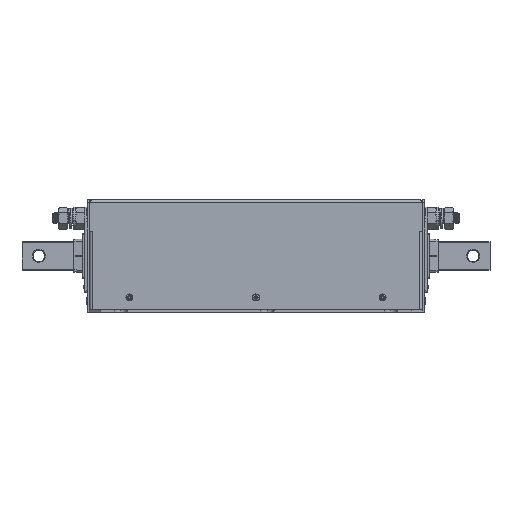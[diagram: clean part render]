
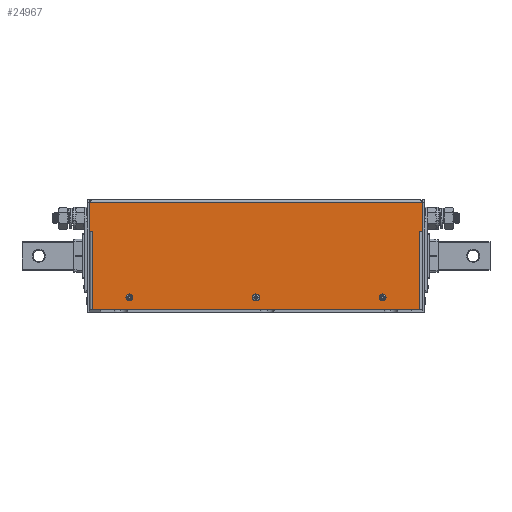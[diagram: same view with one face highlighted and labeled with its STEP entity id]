
A CAD part, top view. The second image highlights one B-rep face of the part: STEP entity #24967.
In plain terms, the highlighted face is planar.
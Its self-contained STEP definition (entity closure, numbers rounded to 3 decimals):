
#542 = EDGE_CURVE ( 'NONE', #12525, #18298, #4852, .T. ) ;
#677 = CARTESIAN_POINT ( 'NONE',  ( 112.5, 87., -65. ) ) ;
#760 = EDGE_CURVE ( 'NONE', #11786, #1734, #13428, .T. ) ;
#797 = EDGE_CURVE ( 'NONE', #2239, #18308, #27769, .T. ) ;
#1118 = CARTESIAN_POINT ( 'NONE',  ( -114.2, 87., -65. ) ) ;
#1182 = DIRECTION ( 'NONE',  ( -1., 0., 0. ) ) ;
#1236 = CARTESIAN_POINT ( 'NONE',  ( -112.5, 87., -65. ) ) ;
#1360 = CARTESIAN_POINT ( 'NONE',  ( -148., 2.5, -65. ) ) ;
#1551 = DIRECTION ( 'NONE',  ( 0., 1., 0. ) ) ;
#1580 = EDGE_CURVE ( 'NONE', #27928, #9049, #1644, .T. ) ;
#1595 = FACE_BOUND ( 'NONE', #8851, .T. ) ;
#1644 = CIRCLE ( 'NONE', #26641, 1.7 ) ;
#1709 = LINE ( 'NONE', #8216, #5316 ) ;
#1734 = VERTEX_POINT ( 'NONE', #22487 ) ;
#1752 = PLANE ( 'NONE',  #4236 ) ;
#1911 = DIRECTION ( 'NONE',  ( 0., 0., 1. ) ) ;
#2228 = AXIS2_PLACEMENT_3D ( 'NONE', #1236, #10601, #28026 ) ;
#2239 = VERTEX_POINT ( 'NONE', #28029 ) ;
#2886 = DIRECTION ( 'NONE',  ( 0., -1., 0. ) ) ;
#3429 = CARTESIAN_POINT ( 'NONE',  ( -148., 28., -65. ) ) ;
#4043 = EDGE_LOOP ( 'NONE', ( #21622, #19878 ) ) ;
#4093 = CARTESIAN_POINT ( 'NONE',  ( 146., 0., -65. ) ) ;
#4168 = CARTESIAN_POINT ( 'NONE',  ( 0., 87., -65. ) ) ;
#4236 = AXIS2_PLACEMENT_3D ( 'NONE', #4093, #8491, #23214 ) ;
#4299 = EDGE_CURVE ( 'NONE', #27185, #1734, #1709, .T. ) ;
#4333 = DIRECTION ( 'NONE',  ( 0., 0., 1. ) ) ;
#4406 = CIRCLE ( 'NONE', #21898, 1.7 ) ;
#4498 = CARTESIAN_POINT ( 'NONE',  ( 0., 87., -65. ) ) ;
#4627 = AXIS2_PLACEMENT_3D ( 'NONE', #4498, #19059, #26273 ) ;
#4691 = CARTESIAN_POINT ( 'NONE',  ( 146., 28., -65. ) ) ;
#4852 = LINE ( 'NONE', #4691, #17248 ) ;
#5136 = ORIENTED_EDGE ( 'NONE', *, *, #542, .F. ) ;
#5316 = VECTOR ( 'NONE', #1182, 1000. ) ;
#5376 = CIRCLE ( 'NONE', #16395, 1.7 ) ;
#5709 = CARTESIAN_POINT ( 'NONE',  ( 110.8, 87., -65. ) ) ;
#5967 = CARTESIAN_POINT ( 'NONE',  ( -148., 2.5, -65. ) ) ;
#6669 = ORIENTED_EDGE ( 'NONE', *, *, #1580, .T. ) ;
#6706 = CARTESIAN_POINT ( 'NONE',  ( 145.5, 97.5, -65. ) ) ;
#7303 = EDGE_CURVE ( 'NONE', #18308, #2239, #4406, .T. ) ;
#7368 = EDGE_CURVE ( 'NONE', #26437, #16033, #5376, .T. ) ;
#8216 = CARTESIAN_POINT ( 'NONE',  ( 148., 97.5, -65. ) ) ;
#8251 = VECTOR ( 'NONE', #1551, 1000. ) ;
#8377 = CARTESIAN_POINT ( 'NONE',  ( 146., 28., -65. ) ) ;
#8434 = ORIENTED_EDGE ( 'NONE', *, *, #20209, .T. ) ;
#8491 = DIRECTION ( 'NONE',  ( 0., 0., 1. ) ) ;
#8796 = DIRECTION ( 'NONE',  ( 0., -1., 0. ) ) ;
#8851 = EDGE_LOOP ( 'NONE', ( #22488, #14100 ) ) ;
#9049 = VERTEX_POINT ( 'NONE', #5709 ) ;
#9099 = VERTEX_POINT ( 'NONE', #10945 ) ;
#9924 = DIRECTION ( 'NONE',  ( 0., 0., 1. ) ) ;
#10061 = CARTESIAN_POINT ( 'NONE',  ( -145.5, 28., -65. ) ) ;
#10186 = VECTOR ( 'NONE', #23742, 1000. ) ;
#10378 = LINE ( 'NONE', #22793, #26814 ) ;
#10601 = DIRECTION ( 'NONE',  ( 0., 0., 1. ) ) ;
#10806 = CARTESIAN_POINT ( 'NONE',  ( -1.7, 87., -65. ) ) ;
#10886 = DIRECTION ( 'NONE',  ( 0., 1., 0. ) ) ;
#10945 = CARTESIAN_POINT ( 'NONE',  ( 148., 2.5, -65. ) ) ;
#11564 = CARTESIAN_POINT ( 'NONE',  ( 145.5, 97.5, -65. ) ) ;
#11786 = VERTEX_POINT ( 'NONE', #10061 ) ;
#11898 = ORIENTED_EDGE ( 'NONE', *, *, #4299, .F. ) ;
#12525 = VERTEX_POINT ( 'NONE', #16546 ) ;
#12714 = EDGE_CURVE ( 'NONE', #11786, #23088, #22495, .T. ) ;
#13216 = LINE ( 'NONE', #1360, #25658 ) ;
#13428 = LINE ( 'NONE', #22559, #8251 ) ;
#13987 = EDGE_CURVE ( 'NONE', #27185, #18298, #14031, .T. ) ;
#14031 = LINE ( 'NONE', #6706, #19805 ) ;
#14100 = ORIENTED_EDGE ( 'NONE', *, *, #7368, .T. ) ;
#14206 = DIRECTION ( 'NONE',  ( -1., 0., 0. ) ) ;
#15061 = ORIENTED_EDGE ( 'NONE', *, *, #12714, .F. ) ;
#15551 = DIRECTION ( 'NONE',  ( -1., 0., 0. ) ) ;
#16033 = VERTEX_POINT ( 'NONE', #25984 ) ;
#16329 = EDGE_LOOP ( 'NONE', ( #15061, #18891, #11898, #20812, #5136, #17854, #19435, #30037 ) ) ;
#16395 = AXIS2_PLACEMENT_3D ( 'NONE', #4168, #4333, #25341 ) ;
#16546 = CARTESIAN_POINT ( 'NONE',  ( 148., 28., -65. ) ) ;
#17248 = VECTOR ( 'NONE', #14206, 1000. ) ;
#17499 = LINE ( 'NONE', #28647, #10186 ) ;
#17854 = ORIENTED_EDGE ( 'NONE', *, *, #30653, .F. ) ;
#18298 = VERTEX_POINT ( 'NONE', #24609 ) ;
#18308 = VERTEX_POINT ( 'NONE', #1118 ) ;
#18541 = CARTESIAN_POINT ( 'NONE',  ( 114.2, 87., -65. ) ) ;
#18891 = ORIENTED_EDGE ( 'NONE', *, *, #760, .T. ) ;
#19059 = DIRECTION ( 'NONE',  ( 0., 0., 1. ) ) ;
#19114 = EDGE_LOOP ( 'NONE', ( #6669, #8434 ) ) ;
#19435 = ORIENTED_EDGE ( 'NONE', *, *, #24309, .T. ) ;
#19805 = VECTOR ( 'NONE', #21447, 1000. ) ;
#19878 = ORIENTED_EDGE ( 'NONE', *, *, #7303, .T. ) ;
#20209 = EDGE_CURVE ( 'NONE', #9049, #27928, #28204, .T. ) ;
#20250 = FACE_BOUND ( 'NONE', #19114, .T. ) ;
#20331 = DIRECTION ( 'NONE',  ( 0., 0., 1. ) ) ;
#20700 = EDGE_CURVE ( 'NONE', #16033, #26437, #30152, .T. ) ;
#20812 = ORIENTED_EDGE ( 'NONE', *, *, #13987, .T. ) ;
#21447 = DIRECTION ( 'NONE',  ( 0., -1., 0. ) ) ;
#21622 = ORIENTED_EDGE ( 'NONE', *, *, #797, .T. ) ;
#21898 = AXIS2_PLACEMENT_3D ( 'NONE', #22992, #20331, #28143 ) ;
#21981 = EDGE_CURVE ( 'NONE', #26392, #23088, #13216, .T. ) ;
#22326 = DIRECTION ( 'NONE',  ( 0., 1., 0. ) ) ;
#22487 = CARTESIAN_POINT ( 'NONE',  ( -145.5, 97.5, -65. ) ) ;
#22488 = ORIENTED_EDGE ( 'NONE', *, *, #20700, .T. ) ;
#22495 = LINE ( 'NONE', #8377, #30780 ) ;
#22559 = CARTESIAN_POINT ( 'NONE',  ( -145.5, 28., -65. ) ) ;
#22704 = AXIS2_PLACEMENT_3D ( 'NONE', #30288, #1911, #8796 ) ;
#22793 = CARTESIAN_POINT ( 'NONE',  ( 148., 2.5, -65. ) ) ;
#22992 = CARTESIAN_POINT ( 'NONE',  ( -112.5, 87., -65. ) ) ;
#23088 = VERTEX_POINT ( 'NONE', #3429 ) ;
#23214 = DIRECTION ( 'NONE',  ( 0., -1., 0. ) ) ;
#23742 = DIRECTION ( 'NONE',  ( -1., 0., 0. ) ) ;
#24309 = EDGE_CURVE ( 'NONE', #9099, #26392, #17499, .T. ) ;
#24609 = CARTESIAN_POINT ( 'NONE',  ( 145.5, 28., -65. ) ) ;
#24967 = ADVANCED_FACE ( 'NONE', ( #20250, #29830, #1595, #30284 ), #1752, .F. ) ;
#25341 = DIRECTION ( 'NONE',  ( 0., -1., 0. ) ) ;
#25658 = VECTOR ( 'NONE', #10886, 1000. ) ;
#25984 = CARTESIAN_POINT ( 'NONE',  ( 1.7, 87., -65. ) ) ;
#26273 = DIRECTION ( 'NONE',  ( 0., -1., 0. ) ) ;
#26392 = VERTEX_POINT ( 'NONE', #5967 ) ;
#26437 = VERTEX_POINT ( 'NONE', #10806 ) ;
#26641 = AXIS2_PLACEMENT_3D ( 'NONE', #677, #9924, #2886 ) ;
#26814 = VECTOR ( 'NONE', #22326, 1000. ) ;
#27185 = VERTEX_POINT ( 'NONE', #11564 ) ;
#27769 = CIRCLE ( 'NONE', #2228, 1.7 ) ;
#27928 = VERTEX_POINT ( 'NONE', #18541 ) ;
#28026 = DIRECTION ( 'NONE',  ( 0., -1., 0. ) ) ;
#28029 = CARTESIAN_POINT ( 'NONE',  ( -110.8, 87., -65. ) ) ;
#28143 = DIRECTION ( 'NONE',  ( 0., -1., 0. ) ) ;
#28204 = CIRCLE ( 'NONE', #22704, 1.7 ) ;
#28647 = CARTESIAN_POINT ( 'NONE',  ( 146., 2.5, -65. ) ) ;
#29830 = FACE_BOUND ( 'NONE', #4043, .T. ) ;
#30037 = ORIENTED_EDGE ( 'NONE', *, *, #21981, .T. ) ;
#30152 = CIRCLE ( 'NONE', #4627, 1.7 ) ;
#30284 = FACE_OUTER_BOUND ( 'NONE', #16329, .T. ) ;
#30288 = CARTESIAN_POINT ( 'NONE',  ( 112.5, 87., -65. ) ) ;
#30653 = EDGE_CURVE ( 'NONE', #9099, #12525, #10378, .T. ) ;
#30780 = VECTOR ( 'NONE', #15551, 1000. ) ;
